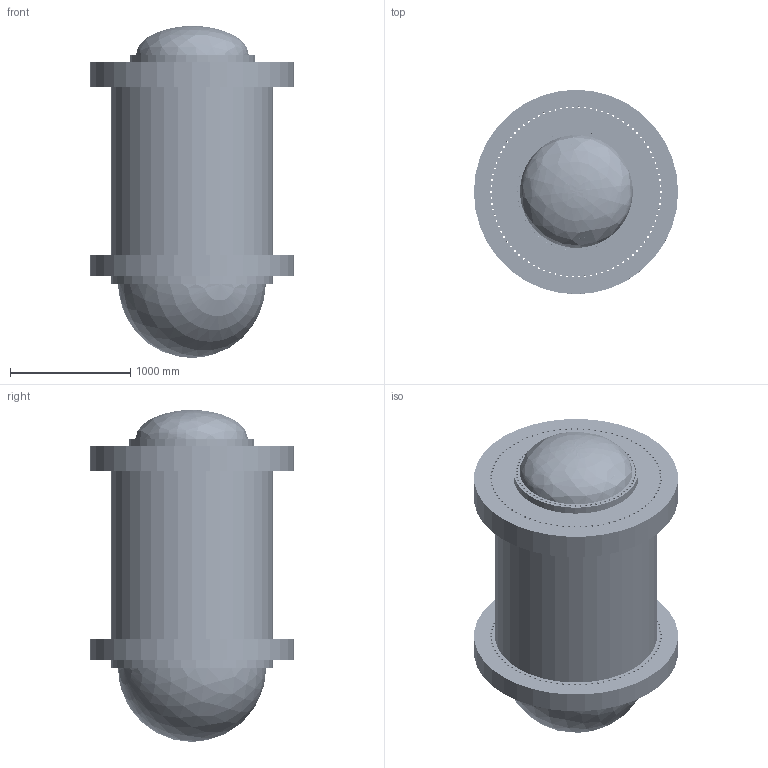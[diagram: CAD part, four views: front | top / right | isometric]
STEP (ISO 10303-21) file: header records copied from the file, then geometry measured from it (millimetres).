
FILE_DESCRIPTION (( 'STEP AP203' ), '1' );
FILE_NAME ('NEXT100ALGEL_TOTALVESSEL29_03.STEP', '2011-03-29T13:19:06', ( '' ), ( '' ), 'SwSTEP 2.0', 'SolidWorks 2010', '' );
FILE_SCHEMA (( 'CONFIG_CONTROL_DESIGN' ));
Length unit declared in the file: millimetre
Products named in the file (15): NEXT100ALGEL_TOTALVESSEL29_03; Vessel_NEXT_100; Shell; Flange Shell; ServicePlate_April; TotalAssemblywithoucover; Plate_Flange_Matriz; SopportWindowwithwind; Base_SupportWindow_Tube; SapphireWind3in; Dome_NEXT_100_April; R11410Mod; DomeFalneinside; DomeFlange; dome
Assembly tree (49 placements, depth 4):
  NEXT100ALGEL_TOTALVESSEL29_03
    Dome_NEXT_100_April
    ServicePlate_April
    DomeFalneinside
      DomeFlange
      dome
    TotalAssemblywithoucover
      Plate_Flange_Matriz
      SopportWindowwithwind  x35
        Base_SupportWindow_Tube
        SapphireWind3in
    Vessel_NEXT_100
      Flange Shell  x2
      Shell
    R11410Mod
Bounding box: 1700 x 1700 x 2765 mm (x, y, z)
Volume: 763323649.8 mm3; surface area: 41688325.4 mm2
Topology: 79 solids, 79 shells, 6536 faces, 17206 edges, 10043 vertices
Faces by surface type: cylinder 4588, cone 1708, plane 230, bspline 4, sphere 4, torus 2
Entity records: 131713 total; most frequent: DIRECTION 24800, CARTESIAN_POINT 21211, ORIENTED_EDGE 20088, AXIS2_PLACEMENT_3D 10160, EDGE_CURVE 10044, VERTEX_POINT 6411, EDGE_LOOP 6407, CIRCLE 5560
